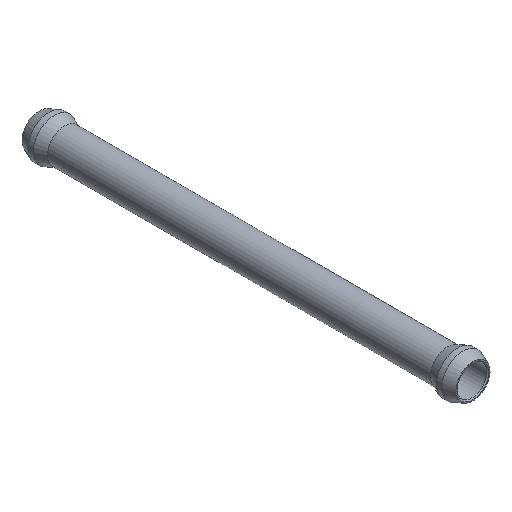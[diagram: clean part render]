
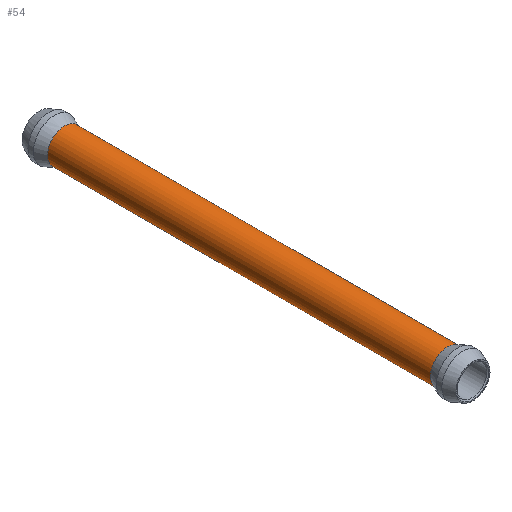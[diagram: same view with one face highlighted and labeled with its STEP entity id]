
A CAD part, isometric view. The second image highlights one B-rep face of the part: STEP entity #54.
In plain terms, the highlighted cylindrical face has radius 12.7 mm (diameter 25.4 mm), a full revolution.
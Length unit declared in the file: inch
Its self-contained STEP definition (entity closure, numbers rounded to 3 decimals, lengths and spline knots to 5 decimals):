
#13 = EDGE_CURVE ( 'NONE', #353, #353, #490, .T. ) ;
#54 = ADVANCED_FACE ( 'NONE', ( #261, #459 ), #176, .T. ) ;
#64 = VERTEX_POINT ( 'NONE', #310 ) ;
#76 = AXIS2_PLACEMENT_3D ( 'NONE', #253, #256, #363 ) ;
#81 = EDGE_CURVE ( 'NONE', #64, #64, #146, .T. ) ;
#131 = DIRECTION ( 'NONE',  ( 0., 1., 0. ) ) ;
#146 = CIRCLE ( 'NONE', #498, 0.5 ) ;
#176 = CYLINDRICAL_SURFACE ( 'NONE', #200, 0.5 ) ;
#200 = AXIS2_PLACEMENT_3D ( 'NONE', #453, #131, #372 ) ;
#247 = ORIENTED_EDGE ( 'NONE', *, *, #13, .T. ) ;
#250 = ORIENTED_EDGE ( 'NONE', *, *, #81, .T. ) ;
#253 = CARTESIAN_POINT ( 'NONE',  ( 0., 0.375, 0. ) ) ;
#256 = DIRECTION ( 'NONE',  ( 0., 1., 0. ) ) ;
#261 = FACE_OUTER_BOUND ( 'NONE', #446, .T. ) ;
#310 = CARTESIAN_POINT ( 'NONE',  ( 0., 11.625, 0.5 ) ) ;
#333 = DIRECTION ( 'NONE',  ( 0., -1., 0. ) ) ;
#347 = CARTESIAN_POINT ( 'NONE',  ( 0., 0.375, 0.5 ) ) ;
#353 = VERTEX_POINT ( 'NONE', #347 ) ;
#363 = DIRECTION ( 'NONE',  ( 0., 0., 1. ) ) ;
#366 = DIRECTION ( 'NONE',  ( 0., 0., 1. ) ) ;
#372 = DIRECTION ( 'NONE',  ( 0., 0., 1. ) ) ;
#400 = EDGE_LOOP ( 'NONE', ( #250 ) ) ;
#446 = EDGE_LOOP ( 'NONE', ( #247 ) ) ;
#453 = CARTESIAN_POINT ( 'NONE',  ( 0., 12.375, 0. ) ) ;
#459 = FACE_OUTER_BOUND ( 'NONE', #400, .T. ) ;
#490 = CIRCLE ( 'NONE', #76, 0.5 ) ;
#495 = CARTESIAN_POINT ( 'NONE',  ( 0., 11.625, 0. ) ) ;
#498 = AXIS2_PLACEMENT_3D ( 'NONE', #495, #333, #366 ) ;
